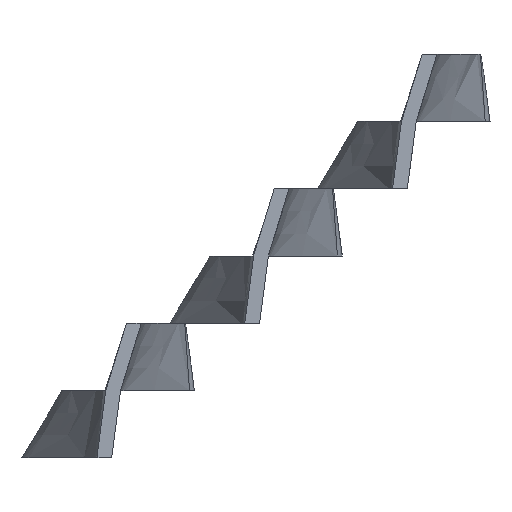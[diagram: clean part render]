
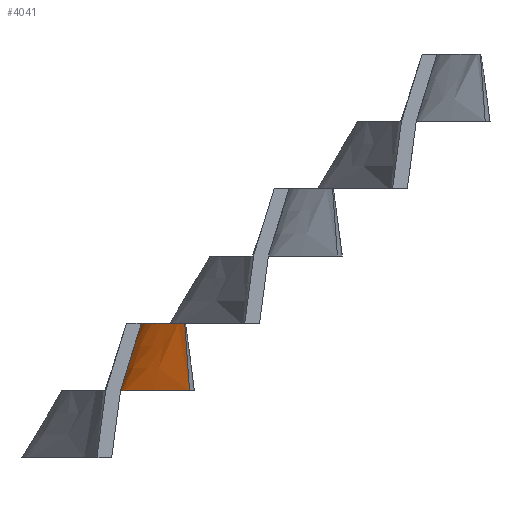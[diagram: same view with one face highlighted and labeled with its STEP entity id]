
A CAD part, left-side view. The second image highlights one B-rep face of the part: STEP entity #4041.
In plain terms, the highlighted free-form (B-spline) face has degree [3, 3] with [12, 4] control points.
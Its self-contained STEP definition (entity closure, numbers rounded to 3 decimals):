
#29=CIRCLE('',#4275,43.523);
#80=B_SPLINE_SURFACE_WITH_KNOTS('',3,3,((#7224,#7225,#7226,#7227),(#7228,
#7229,#7230,#7231),(#7232,#7233,#7234,#7235),(#7236,#7237,#7238,#7239),
(#7240,#7241,#7242,#7243),(#7244,#7245,#7246,#7247),(#7248,#7249,#7250,
#7251),(#7252,#7253,#7254,#7255),(#7256,#7257,#7258,#7259),(#7260,#7261,
#7262,#7263),(#7264,#7265,#7266,#7267),(#7268,#7269,#7270,#7271)),
 .UNSPECIFIED.,.F.,.F.,.F.,(4,2,2,2,2,4),(4,4),(0.,0.108,0.278,
0.463,0.602,1.),(0.,1.),.UNSPECIFIED.);
#264=LINE('',#7282,#463);
#265=LINE('',#7289,#464);
#463=VECTOR('',#4422,9.124);
#464=VECTOR('',#4425,9.521);
#668=FACE_OUTER_BOUND('',#885,.T.);
#885=EDGE_LOOP('',(#2840,#2841,#2842,#2843,#2844,#2845,#2846));
#1184=B_SPLINE_CURVE_WITH_KNOTS('',3,(#7004,#7005,#7006,#7007,#7008,#7009,
#7010,#7011,#7012,#7013,#7014,#7015),.UNSPECIFIED.,.F.,.F.,(4,2,2,2,2,4),
(0.,0.108,0.278,0.463,0.602,
0.787),.UNSPECIFIED.);
#1189=B_SPLINE_CURVE_WITH_KNOTS('',3,(#7071,#7072,#7073,#7074,#7075,#7076,
#7077,#7078,#7079,#7080),.UNSPECIFIED.,.F.,.F.,(4,2,2,2,4),(0.108,
0.278,0.463,0.602,1.),.UNSPECIFIED.);
#1194=B_SPLINE_CURVE_WITH_KNOTS('',3,(#7273,#7274,#7275,#7276,#7277,#7278,
#7279,#7280),.UNSPECIFIED.,.F.,.F.,(4,2,2,4),(0.,0.002,0.134,
0.135),.UNSPECIFIED.);
#1195=B_SPLINE_CURVE_WITH_KNOTS('',3,(#7285,#7286,#7287,#7288),
 .UNSPECIFIED.,.F.,.F.,(4,4),(0.787,0.999),
 .UNSPECIFIED.);
#1617=VERTEX_POINT('',#6982);
#1619=VERTEX_POINT('',#7002);
#1620=VERTEX_POINT('',#7017);
#1624=VERTEX_POINT('',#7052);
#1627=VERTEX_POINT('',#7272);
#1628=VERTEX_POINT('',#7281);
#1629=VERTEX_POINT('',#7283);
#2089=EDGE_CURVE('',#1619,#1617,#1184,.T.);
#2094=EDGE_CURVE('',#1620,#1624,#1189,.T.);
#2100=EDGE_CURVE('',#1627,#1620,#1194,.T.);
#2101=EDGE_CURVE('',#1624,#1628,#264,.T.);
#2102=EDGE_CURVE('',#1629,#1628,#29,.T.);
#2103=EDGE_CURVE('',#1617,#1629,#1195,.T.);
#2104=EDGE_CURVE('',#1627,#1619,#265,.T.);
#2840=ORIENTED_EDGE('',*,*,#2100,.T.);
#2841=ORIENTED_EDGE('',*,*,#2094,.T.);
#2842=ORIENTED_EDGE('',*,*,#2101,.T.);
#2843=ORIENTED_EDGE('',*,*,#2102,.F.);
#2844=ORIENTED_EDGE('',*,*,#2103,.F.);
#2845=ORIENTED_EDGE('',*,*,#2089,.F.);
#2846=ORIENTED_EDGE('',*,*,#2104,.F.);
#4041=ADVANCED_FACE('',(#668),#80,.T.);
#4275=AXIS2_PLACEMENT_3D('',#7284,#4423,#4424);
#4422=DIRECTION('',(0.004,0.072,0.997));
#4423=DIRECTION('center_axis',(0.,0.,1.));
#4424=DIRECTION('ref_axis',(-0.074,-0.997,0.));
#4425=DIRECTION('',(0.,-0.294,0.956));
#6982=CARTESIAN_POINT('',(-9.261,30.197,-27.3));
#7002=CARTESIAN_POINT('',(-31.25,35.2,-27.3));
#7004=CARTESIAN_POINT('Ctrl Pts',(-31.25,35.2,-27.3));
#7005=CARTESIAN_POINT('Ctrl Pts',(-30.21,35.2,-27.3));
#7006=CARTESIAN_POINT('Ctrl Pts',(-29.17,35.159,-27.3));
#7007=CARTESIAN_POINT('Ctrl Pts',(-26.512,34.949,-27.3));
#7008=CARTESIAN_POINT('Ctrl Pts',(-24.9,34.72,-27.3));
#7009=CARTESIAN_POINT('Ctrl Pts',(-21.567,34.037,-27.3));
#7010=CARTESIAN_POINT('Ctrl Pts',(-19.851,33.562,-27.3));
#7011=CARTESIAN_POINT('Ctrl Pts',(-16.916,32.533,-27.3));
#7012=CARTESIAN_POINT('Ctrl Pts',(-15.658,32.092,-27.3));
#7013=CARTESIAN_POINT('Ctrl Pts',(-12.718,31.062,-27.3));
#7014=CARTESIAN_POINT('Ctrl Pts',(-11.001,30.576,-27.3));
#7015=CARTESIAN_POINT('Ctrl Pts',(-9.261,30.197,-27.3));
#7017=CARTESIAN_POINT('',(-28.01,38.121,-36.4));
#7052=CARTESIAN_POINT('',(-3.24,28.664,-36.4));
#7071=CARTESIAN_POINT('Ctrl Pts',(-28.01,38.121,-36.4));
#7072=CARTESIAN_POINT('Ctrl Pts',(-26.326,38.247,-36.4));
#7073=CARTESIAN_POINT('Ctrl Pts',(-24.611,37.957,-36.4));
#7074=CARTESIAN_POINT('Ctrl Pts',(-21.369,36.546,-36.4));
#7075=CARTESIAN_POINT('Ctrl Pts',(-19.676,35.81,-36.4));
#7076=CARTESIAN_POINT('Ctrl Pts',(-16.712,34.521,-36.4));
#7077=CARTESIAN_POINT('Ctrl Pts',(-15.442,33.969,-36.4));
#7078=CARTESIAN_POINT('Ctrl Pts',(-10.527,31.832,-36.4));
#7079=CARTESIAN_POINT('Ctrl Pts',(-6.884,30.248,-36.4));
#7080=CARTESIAN_POINT('Ctrl Pts',(-3.24,28.664,-36.4));
#7224=CARTESIAN_POINT('Ctrl Pts',(-31.25,38.,-36.4));
#7225=CARTESIAN_POINT('Ctrl Pts',(-31.25,37.067,-33.367));
#7226=CARTESIAN_POINT('Ctrl Pts',(-31.25,36.133,-30.333));
#7227=CARTESIAN_POINT('Ctrl Pts',(-31.25,35.2,-27.3));
#7228=CARTESIAN_POINT('Ctrl Pts',(-30.169,38.,-36.4));
#7229=CARTESIAN_POINT('Ctrl Pts',(-30.183,37.066,-33.367));
#7230=CARTESIAN_POINT('Ctrl Pts',(-30.196,36.134,-30.333));
#7231=CARTESIAN_POINT('Ctrl Pts',(-30.21,35.2,-27.3));
#7232=CARTESIAN_POINT('Ctrl Pts',(-29.088,38.04,-36.4));
#7233=CARTESIAN_POINT('Ctrl Pts',(-29.115,37.08,-33.367));
#7234=CARTESIAN_POINT('Ctrl Pts',(-29.143,36.119,-30.333));
#7235=CARTESIAN_POINT('Ctrl Pts',(-29.17,35.159,-27.3));
#7236=CARTESIAN_POINT('Ctrl Pts',(-26.326,38.247,-36.4));
#7237=CARTESIAN_POINT('Ctrl Pts',(-26.388,37.147,-33.367));
#7238=CARTESIAN_POINT('Ctrl Pts',(-26.45,36.049,-30.333));
#7239=CARTESIAN_POINT('Ctrl Pts',(-26.512,34.949,-27.3));
#7240=CARTESIAN_POINT('Ctrl Pts',(-24.611,37.957,-36.4));
#7241=CARTESIAN_POINT('Ctrl Pts',(-24.707,36.878,-33.367));
#7242=CARTESIAN_POINT('Ctrl Pts',(-24.803,35.799,-30.333));
#7243=CARTESIAN_POINT('Ctrl Pts',(-24.9,34.72,-27.3));
#7244=CARTESIAN_POINT('Ctrl Pts',(-21.369,36.546,-36.4));
#7245=CARTESIAN_POINT('Ctrl Pts',(-21.435,35.71,-33.367));
#7246=CARTESIAN_POINT('Ctrl Pts',(-21.501,34.873,-30.333));
#7247=CARTESIAN_POINT('Ctrl Pts',(-21.567,34.037,-27.3));
#7248=CARTESIAN_POINT('Ctrl Pts',(-19.676,35.81,-36.4));
#7249=CARTESIAN_POINT('Ctrl Pts',(-19.734,35.061,-33.367));
#7250=CARTESIAN_POINT('Ctrl Pts',(-19.792,34.312,-30.333));
#7251=CARTESIAN_POINT('Ctrl Pts',(-19.851,33.562,-27.3));
#7252=CARTESIAN_POINT('Ctrl Pts',(-16.712,34.521,-36.4));
#7253=CARTESIAN_POINT('Ctrl Pts',(-16.78,33.859,-33.367));
#7254=CARTESIAN_POINT('Ctrl Pts',(-16.848,33.196,-30.333));
#7255=CARTESIAN_POINT('Ctrl Pts',(-16.916,32.533,-27.3));
#7256=CARTESIAN_POINT('Ctrl Pts',(-15.442,33.969,-36.4));
#7257=CARTESIAN_POINT('Ctrl Pts',(-15.514,33.343,-33.367));
#7258=CARTESIAN_POINT('Ctrl Pts',(-15.586,32.718,-30.333));
#7259=CARTESIAN_POINT('Ctrl Pts',(-15.658,32.092,-27.3));
#7260=CARTESIAN_POINT('Ctrl Pts',(-10.527,31.832,-36.4));
#7261=CARTESIAN_POINT('Ctrl Pts',(-10.615,31.35,-33.367));
#7262=CARTESIAN_POINT('Ctrl Pts',(-10.703,30.868,-30.333));
#7263=CARTESIAN_POINT('Ctrl Pts',(-10.791,30.386,-27.3));
#7264=CARTESIAN_POINT('Ctrl Pts',(-6.884,30.248,-36.4));
#7265=CARTESIAN_POINT('Ctrl Pts',(-6.928,30.031,-33.367));
#7266=CARTESIAN_POINT('Ctrl Pts',(-6.972,29.816,-30.333));
#7267=CARTESIAN_POINT('Ctrl Pts',(-7.016,29.599,-27.3));
#7268=CARTESIAN_POINT('Ctrl Pts',(-3.24,28.664,-36.4));
#7269=CARTESIAN_POINT('Ctrl Pts',(-3.228,28.882,-33.367));
#7270=CARTESIAN_POINT('Ctrl Pts',(-3.215,29.1,-30.333));
#7271=CARTESIAN_POINT('Ctrl Pts',(-3.203,29.318,-27.3));
#7272=CARTESIAN_POINT('',(-31.25,38.,-36.4));
#7273=CARTESIAN_POINT('Ctrl Pts',(-31.25,38.,-36.4));
#7274=CARTESIAN_POINT('Ctrl Pts',(-31.234,38.,-36.4));
#7275=CARTESIAN_POINT('Ctrl Pts',(-31.218,38.,-36.4));
#7276=CARTESIAN_POINT('Ctrl Pts',(-30.149,38.001,-36.4));
#7277=CARTESIAN_POINT('Ctrl Pts',(-29.097,38.041,-36.4));
#7278=CARTESIAN_POINT('Ctrl Pts',(-28.035,38.119,-36.4));
#7279=CARTESIAN_POINT('Ctrl Pts',(-28.023,38.12,-36.4));
#7280=CARTESIAN_POINT('Ctrl Pts',(-28.01,38.121,-36.4));
#7281=CARTESIAN_POINT('',(-3.203,29.318,-27.3));
#7282=CARTESIAN_POINT('',(-3.24,28.664,-36.4));
#7283=CARTESIAN_POINT('',(-3.24,29.321,-27.3));
#7284=CARTESIAN_POINT('Origin',(0.,72.723,-27.3));
#7285=CARTESIAN_POINT('Ctrl Pts',(-9.261,30.197,-27.3));
#7286=CARTESIAN_POINT('Ctrl Pts',(-7.278,29.765,-27.3));
#7287=CARTESIAN_POINT('Ctrl Pts',(-5.264,29.472,-27.3));
#7288=CARTESIAN_POINT('Ctrl Pts',(-3.24,29.321,-27.3));
#7289=CARTESIAN_POINT('',(-31.25,38.,-36.4));
